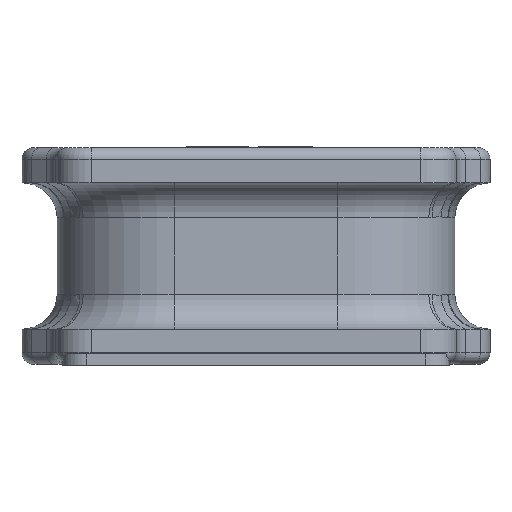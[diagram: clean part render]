
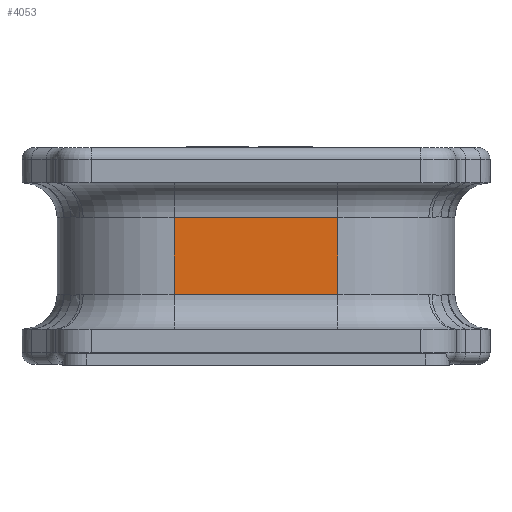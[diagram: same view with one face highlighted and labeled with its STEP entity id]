
A CAD part, left-side view. The second image highlights one B-rep face of the part: STEP entity #4053.
In plain terms, the highlighted planar face has unit normal (-1, 0, 0).
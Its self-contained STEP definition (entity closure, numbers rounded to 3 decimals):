
#4053 = ADVANCED_FACE('',(#4054),#4088,.F.);
#4054 = FACE_BOUND('',#4055,.T.);
#4055 = EDGE_LOOP('',(#4056,#4066,#4074,#4082));
#4056 = ORIENTED_EDGE('',*,*,#4057,.T.);
#4057 = EDGE_CURVE('',#4058,#4060,#4062,.T.);
#4058 = VERTEX_POINT('',#4059);
#4059 = CARTESIAN_POINT('',(-1.7,-0.7,
    0.61));
#4060 = VERTEX_POINT('',#4061);
#4061 = CARTESIAN_POINT('',(-1.7,-0.7,
    1.26));
#4062 = LINE('',#4063,#4064);
#4063 = CARTESIAN_POINT('',(-1.7,-0.7,
    1.56));
#4064 = VECTOR('',#4065,1.);
#4065 = DIRECTION('',(0.,0.,1.));
#4066 = ORIENTED_EDGE('',*,*,#4067,.T.);
#4067 = EDGE_CURVE('',#4060,#4068,#4070,.T.);
#4068 = VERTEX_POINT('',#4069);
#4069 = CARTESIAN_POINT('',(-1.7,0.7,
    1.26));
#4070 = LINE('',#4071,#4072);
#4071 = CARTESIAN_POINT('',(-1.7,0.7,
    1.26));
#4072 = VECTOR('',#4073,1.);
#4073 = DIRECTION('',(0.,1.,0.));
#4074 = ORIENTED_EDGE('',*,*,#4075,.T.);
#4075 = EDGE_CURVE('',#4068,#4076,#4078,.T.);
#4076 = VERTEX_POINT('',#4077);
#4077 = CARTESIAN_POINT('',(-1.7,0.7,
    0.61));
#4078 = LINE('',#4079,#4080);
#4079 = CARTESIAN_POINT('',(-1.7,0.7,
    1.56));
#4080 = VECTOR('',#4081,1.);
#4081 = DIRECTION('',(0.,0.,-1.));
#4082 = ORIENTED_EDGE('',*,*,#4083,.T.);
#4083 = EDGE_CURVE('',#4076,#4058,#4084,.T.);
#4084 = LINE('',#4085,#4086);
#4085 = CARTESIAN_POINT('',(-1.7,-1.7,
    0.61));
#4086 = VECTOR('',#4087,1.);
#4087 = DIRECTION('',(0.,-1.,0.));
#4088 = PLANE('',#4089);
#4089 = AXIS2_PLACEMENT_3D('',#4090,#4091,#4092);
#4090 = CARTESIAN_POINT('',(-1.7,-1.7,
    1.56));
#4091 = DIRECTION('',(1.,0.,0.));
#4092 = DIRECTION('',(0.,0.,-1.));
